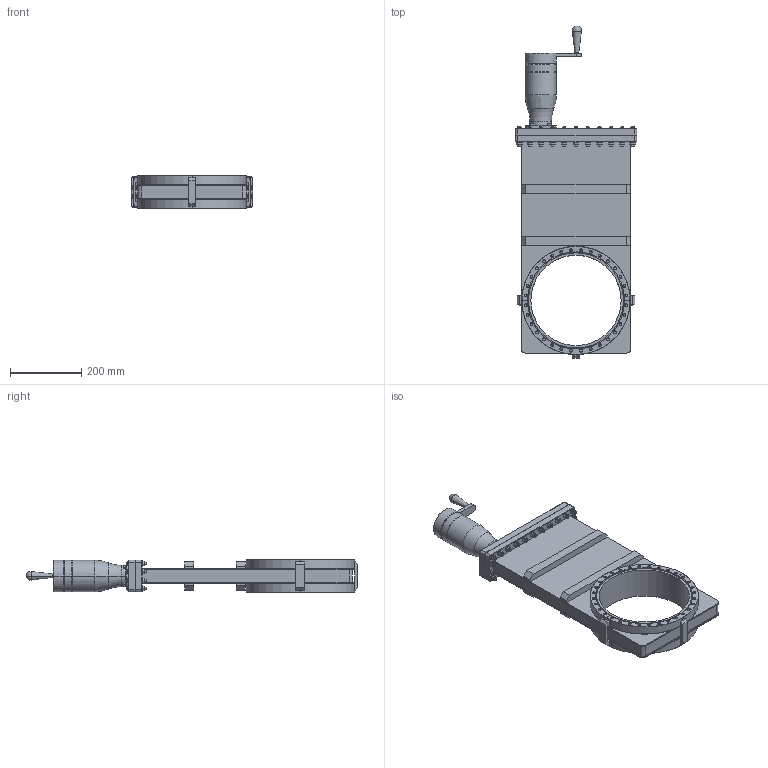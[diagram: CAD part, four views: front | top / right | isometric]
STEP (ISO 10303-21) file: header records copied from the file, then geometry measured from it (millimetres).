
FILE_DESCRIPTION((''),'2;1');
FILE_NAME('11120-1000','2011-02-07T',('jd'),(''),'PRO/ENGINEER BY PARAMETRIC TECHNOLOGY CORPORATION, 2010280','PRO/ENGINEER BY PARAMETRIC TECHNOLOGY CORPORATION, 2010280','');
FILE_SCHEMA(('CONFIG_CONTROL_DESIGN'));
Length unit declared in the file: inch
Products named in the file (1): 11120-1000
Bounding box: 341.38 x 933.86 x 92.81 mm (x, y, z)
Volume: 9470804.4 mm3; surface area: 770761.6 mm2
Topology: 4 solids, 68 shells, 2226 faces, 5069 edges, 3121 vertices
Faces by surface type: plane 1206, cone 537, cylinder 465, torus 14, bspline 2, sphere 2
Entity records: 63699 total; most frequent: CARTESIAN_POINT 14211, DIRECTION 10268, ORIENTED_EDGE 9878, EDGE_CURVE 5067, AXIS2_PLACEMENT_3D 3754, VERTEX_POINT 3121, VECTOR 2760, LINE 2760
